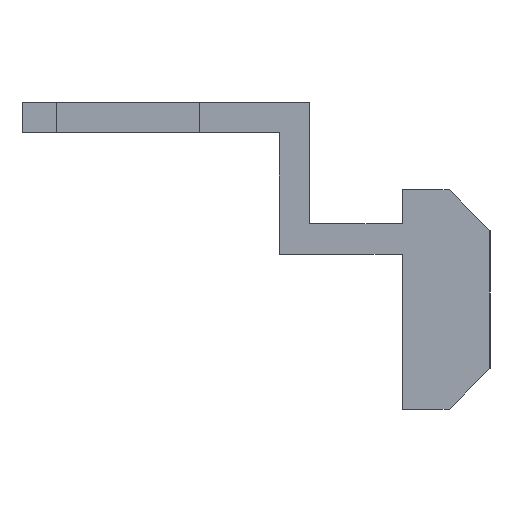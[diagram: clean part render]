
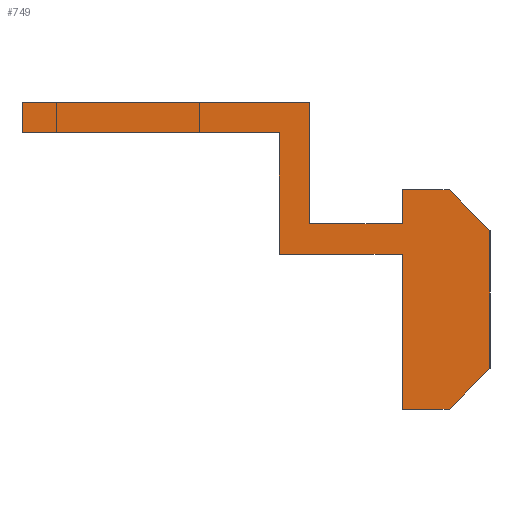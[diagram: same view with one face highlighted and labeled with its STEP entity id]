
A CAD part, left-side view. The second image highlights one B-rep face of the part: STEP entity #749.
In plain terms, the highlighted planar face has unit normal (-1, 0, 0).
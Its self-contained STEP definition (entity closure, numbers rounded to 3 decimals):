
#749=ADVANCED_FACE('',(#1687),#1688,.T.);
#1687=FACE_OUTER_BOUND('',#2989,.T.);
#1688=PLANE('',#2990);
#2989=EDGE_LOOP('',(#5165,#5166,#5167,#5168,#5169,#5170,#5171,#5172,#5173,#5174,#5175,#5176,#5177,#5178));
#2990=AXIS2_PLACEMENT_3D('',#5179,#5180,#5181);
#5165=ORIENTED_EDGE('',*,*,#8038,.T.);
#5166=ORIENTED_EDGE('',*,*,#8039,.T.);
#5167=ORIENTED_EDGE('',*,*,#8040,.T.);
#5168=ORIENTED_EDGE('',*,*,#8041,.T.);
#5169=ORIENTED_EDGE('',*,*,#8042,.T.);
#5170=ORIENTED_EDGE('',*,*,#8043,.T.);
#5171=ORIENTED_EDGE('',*,*,#8044,.T.);
#5172=ORIENTED_EDGE('',*,*,#8045,.T.);
#5173=ORIENTED_EDGE('',*,*,#8046,.T.);
#5174=ORIENTED_EDGE('',*,*,#8047,.T.);
#5175=ORIENTED_EDGE('',*,*,#8048,.T.);
#5176=ORIENTED_EDGE('',*,*,#8049,.T.);
#5177=ORIENTED_EDGE('',*,*,#8050,.T.);
#5178=ORIENTED_EDGE('',*,*,#8051,.T.);
#5179=CARTESIAN_POINT('',(0.0,0.63,6.106));
#5180=DIRECTION('',(-1.0,0.0,0.0));
#5181=DIRECTION('',(0.0,0.0,1.0));
#8038=EDGE_CURVE('',#9785,#9786,#9787,.T.);
#8039=EDGE_CURVE('',#9786,#9788,#9789,.T.);
#8040=EDGE_CURVE('',#9788,#9790,#9791,.T.);
#8041=EDGE_CURVE('',#9790,#9792,#9793,.T.);
#8042=EDGE_CURVE('',#9792,#9794,#9795,.T.);
#8043=EDGE_CURVE('',#9794,#9796,#9797,.T.);
#8044=EDGE_CURVE('',#9796,#9798,#9799,.T.);
#8045=EDGE_CURVE('',#9798,#9800,#9801,.T.);
#8046=EDGE_CURVE('',#9800,#9802,#9803,.T.);
#8047=EDGE_CURVE('',#9802,#9804,#9805,.T.);
#8048=EDGE_CURVE('',#9804,#9806,#9807,.T.);
#8049=EDGE_CURVE('',#9806,#9808,#9809,.T.);
#8050=EDGE_CURVE('',#9808,#9810,#9811,.T.);
#8051=EDGE_CURVE('',#9810,#9785,#9812,.T.);
#9785=VERTEX_POINT('',#12272);
#9786=VERTEX_POINT('',#12273);
#9787=LINE('',#12274,#12275);
#9788=VERTEX_POINT('',#12276);
#9789=LINE('',#12277,#12278);
#9790=VERTEX_POINT('',#12279);
#9791=LINE('',#12280,#12281);
#9792=VERTEX_POINT('',#12282);
#9793=LINE('',#12283,#12284);
#9794=VERTEX_POINT('',#12285);
#9795=LINE('',#12286,#12287);
#9796=VERTEX_POINT('',#12288);
#9797=LINE('',#12289,#12290);
#9798=VERTEX_POINT('',#12291);
#9799=LINE('',#12292,#12293);
#9800=VERTEX_POINT('',#12294);
#9801=LINE('',#12295,#12296);
#9802=VERTEX_POINT('',#12297);
#9803=LINE('',#12298,#12299);
#9804=VERTEX_POINT('',#12300);
#9805=LINE('',#12301,#12302);
#9806=VERTEX_POINT('',#12303);
#9807=LINE('',#12304,#12305);
#9808=VERTEX_POINT('',#12306);
#9809=LINE('',#12307,#12308);
#9810=VERTEX_POINT('',#12309);
#9811=LINE('',#12310,#12311);
#9812=LINE('',#12312,#12313);
#12272=CARTESIAN_POINT('',(0.0,0.0,13.0));
#12273=CARTESIAN_POINT('',(0.0,19.0,13.0));
#12274=CARTESIAN_POINT('',(0.0,0.0,13.0));
#12275=VECTOR('',#14768,1.0);
#12276=CARTESIAN_POINT('',(0.0,19.0,11.0));
#12277=CARTESIAN_POINT('',(0.0,19.0,13.0));
#12278=VECTOR('',#14769,1.0);
#12279=CARTESIAN_POINT('',(0.0,2.0,11.0));
#12280=CARTESIAN_POINT('',(0.0,19.0,11.0));
#12281=VECTOR('',#14770,1.0);
#12282=CARTESIAN_POINT('',(0.0,2.0,3.0));
#12283=CARTESIAN_POINT('',(0.0,2.0,11.0));
#12284=VECTOR('',#14771,1.0);
#12285=CARTESIAN_POINT('',(0.0,-6.1,3.0));
#12286=CARTESIAN_POINT('',(0.0,2.0,3.0));
#12287=VECTOR('',#14772,1.0);
#12288=CARTESIAN_POINT('',(0.0,-6.1,-7.25));
#12289=CARTESIAN_POINT('',(0.0,-6.1,3.0));
#12290=VECTOR('',#14773,1.0);
#12291=CARTESIAN_POINT('',(0.0,-9.2,-7.25));
#12292=CARTESIAN_POINT('',(0.0,-6.1,-7.25));
#12293=VECTOR('',#14774,1.0);
#12294=CARTESIAN_POINT('',(0.0,-11.9,-4.55));
#12295=CARTESIAN_POINT('',(0.0,-9.2,-7.25));
#12296=VECTOR('',#14775,1.0);
#12297=CARTESIAN_POINT('',(0.0,-11.9,4.55));
#12298=CARTESIAN_POINT('',(0.0,-11.9,-4.55));
#12299=VECTOR('',#14776,1.0);
#12300=CARTESIAN_POINT('',(0.0,-9.2,7.25));
#12301=CARTESIAN_POINT('',(0.0,-11.9,4.55));
#12302=VECTOR('',#14777,1.0);
#12303=CARTESIAN_POINT('',(0.0,-6.1,7.25));
#12304=CARTESIAN_POINT('',(0.0,-9.2,7.25));
#12305=VECTOR('',#14778,1.0);
#12306=CARTESIAN_POINT('',(0.0,-6.1,5.0));
#12307=CARTESIAN_POINT('',(0.0,-6.1,7.25));
#12308=VECTOR('',#14779,1.0);
#12309=CARTESIAN_POINT('',(0.0,0.0,5.0));
#12310=CARTESIAN_POINT('',(0.0,-6.1,5.0));
#12311=VECTOR('',#14780,1.0);
#12312=CARTESIAN_POINT('',(0.0,0.0,5.0));
#12313=VECTOR('',#14781,1.0);
#14768=DIRECTION('',(0.0,1.0,0.0));
#14769=DIRECTION('',(0.0,0.0,-1.0));
#14770=DIRECTION('',(0.0,-1.0,0.0));
#14771=DIRECTION('',(0.0,0.0,-1.0));
#14772=DIRECTION('',(0.0,-1.0,0.0));
#14773=DIRECTION('',(0.0,0.0,-1.0));
#14774=DIRECTION('',(0.0,-1.0,0.0));
#14775=DIRECTION('',(0.0,-0.707,0.707));
#14776=DIRECTION('',(0.0,0.0,1.0));
#14777=DIRECTION('',(0.0,0.707,0.707));
#14778=DIRECTION('',(0.0,1.0,0.0));
#14779=DIRECTION('',(0.0,0.0,-1.0));
#14780=DIRECTION('',(0.0,1.0,0.0));
#14781=DIRECTION('',(0.0,0.0,1.0));
